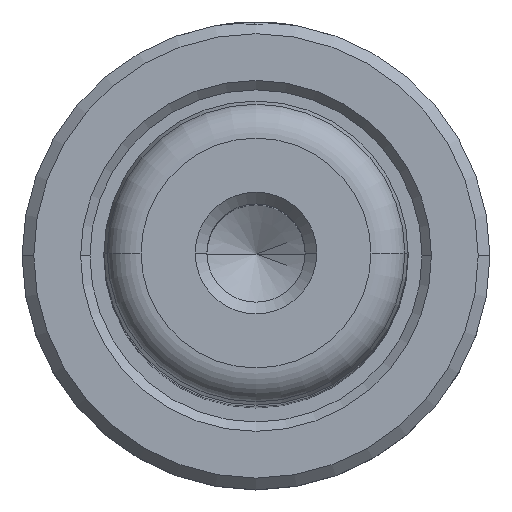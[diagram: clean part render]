
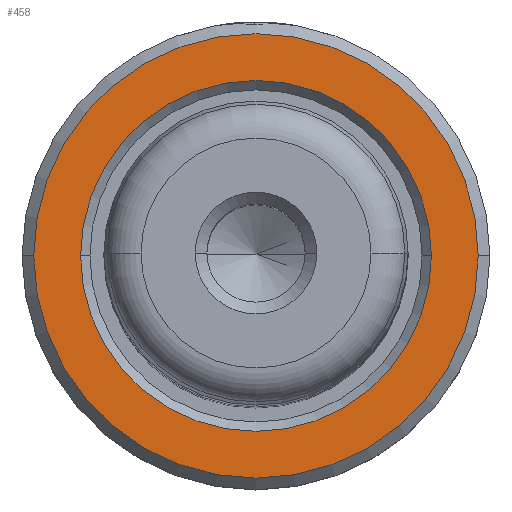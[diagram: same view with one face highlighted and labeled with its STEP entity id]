
A CAD part, top view. The second image highlights one B-rep face of the part: STEP entity #458.
In plain terms, the highlighted planar face has unit normal (0, 0, 1).
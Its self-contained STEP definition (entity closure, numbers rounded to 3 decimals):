
#42 = AXIS2_PLACEMENT_3D ( 'NONE', #1020, #1015, #1010 ) ;
#77 = DIRECTION ( 'NONE',  ( -1., 0., 0. ) ) ;
#124 = EDGE_LOOP ( 'NONE', ( #241, #2286 ) ) ;
#127 = CARTESIAN_POINT ( 'NONE',  ( -9.5, 0., 50. ) ) ;
#172 = CARTESIAN_POINT ( 'NONE',  ( -7.5, 0., 50. ) ) ;
#178 = CIRCLE ( 'NONE', #757, 7.5 ) ;
#208 = EDGE_CURVE ( 'NONE', #316, #1472, #604, .T. ) ;
#232 = CIRCLE ( 'NONE', #886, 7.5 ) ;
#241 = ORIENTED_EDGE ( 'NONE', *, *, #1462, .T. ) ;
#316 = VERTEX_POINT ( 'NONE', #779 ) ;
#329 = DIRECTION ( 'NONE',  ( 0., 0., -1. ) ) ;
#332 = DIRECTION ( 'NONE',  ( -1., 0., 0. ) ) ;
#334 = DIRECTION ( 'NONE',  ( 0., 0., -1. ) ) ;
#354 = PLANE ( 'NONE',  #688 ) ;
#373 = FACE_OUTER_BOUND ( 'NONE', #1132, .T. ) ;
#393 = CARTESIAN_POINT ( 'NONE',  ( 6.5, 0., 50. ) ) ;
#458 = ADVANCED_FACE ( 'NONE', ( #1859, #373 ), #354, .F. ) ;
#568 = CIRCLE ( 'NONE', #1651, 9.5 ) ;
#604 = CIRCLE ( 'NONE', #42, 9.5 ) ;
#688 = AXIS2_PLACEMENT_3D ( 'NONE', #393, #334, #332 ) ;
#757 = AXIS2_PLACEMENT_3D ( 'NONE', #1491, #329, #1648 ) ;
#779 = CARTESIAN_POINT ( 'NONE',  ( 9.5, 0., 50. ) ) ;
#886 = AXIS2_PLACEMENT_3D ( 'NONE', #936, #2137, #1131 ) ;
#936 = CARTESIAN_POINT ( 'NONE',  ( 0., 0., 50. ) ) ;
#1010 = DIRECTION ( 'NONE',  ( -1., 0., 0. ) ) ;
#1015 = DIRECTION ( 'NONE',  ( 0., 0., 1. ) ) ;
#1020 = CARTESIAN_POINT ( 'NONE',  ( 0., 0., 50. ) ) ;
#1131 = DIRECTION ( 'NONE',  ( -1., 0., 0. ) ) ;
#1132 = EDGE_LOOP ( 'NONE', ( #2317, #2102 ) ) ;
#1230 = VERTEX_POINT ( 'NONE', #172 ) ;
#1283 = DIRECTION ( 'NONE',  ( 0., 0., 1. ) ) ;
#1357 = EDGE_CURVE ( 'NONE', #1472, #316, #568, .T. ) ;
#1459 = EDGE_CURVE ( 'NONE', #1230, #2156, #232, .T. ) ;
#1462 = EDGE_CURVE ( 'NONE', #2156, #1230, #178, .T. ) ;
#1472 = VERTEX_POINT ( 'NONE', #127 ) ;
#1491 = CARTESIAN_POINT ( 'NONE',  ( 0., 0., 50. ) ) ;
#1648 = DIRECTION ( 'NONE',  ( -1., 0., 0. ) ) ;
#1651 = AXIS2_PLACEMENT_3D ( 'NONE', #2269, #1283, #77 ) ;
#1859 = FACE_BOUND ( 'NONE', #124, .T. ) ;
#2039 = CARTESIAN_POINT ( 'NONE',  ( 7.5, 0., 50. ) ) ;
#2102 = ORIENTED_EDGE ( 'NONE', *, *, #208, .T. ) ;
#2137 = DIRECTION ( 'NONE',  ( 0., 0., -1. ) ) ;
#2156 = VERTEX_POINT ( 'NONE', #2039 ) ;
#2269 = CARTESIAN_POINT ( 'NONE',  ( 0., 0., 50. ) ) ;
#2286 = ORIENTED_EDGE ( 'NONE', *, *, #1459, .T. ) ;
#2317 = ORIENTED_EDGE ( 'NONE', *, *, #1357, .T. ) ;
